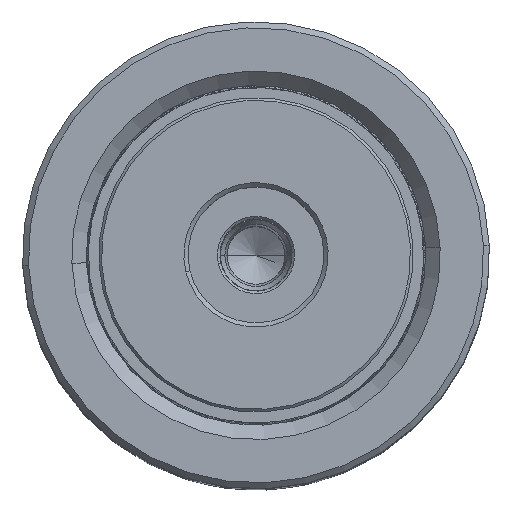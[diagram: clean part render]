
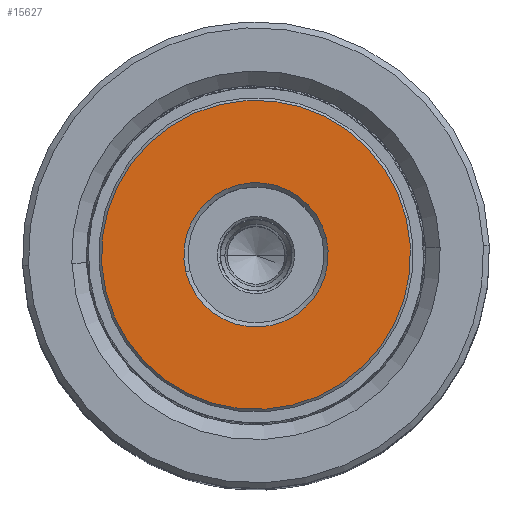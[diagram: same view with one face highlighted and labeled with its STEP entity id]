
A CAD part, top view. The second image highlights one B-rep face of the part: STEP entity #15627.
In plain terms, the highlighted face is planar.
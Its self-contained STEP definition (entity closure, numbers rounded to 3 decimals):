
#336 = ORIENTED_EDGE ( 'NONE', *, *, #50983, .T. ) ;
#2508 = CARTESIAN_POINT ( 'NONE',  ( 0., 0., 0. ) ) ;
#4055 = DIRECTION ( 'NONE',  ( 0., 0., -1. ) ) ;
#4202 = AXIS2_PLACEMENT_3D ( 'NONE', #40878, #4055, #32493 ) ;
#5987 = CARTESIAN_POINT ( 'NONE',  ( -18.2, 0., 0. ) ) ;
#6253 = ORIENTED_EDGE ( 'NONE', *, *, #33258, .T. ) ;
#8185 = VERTEX_POINT ( 'NONE', #17554 ) ;
#8941 = CIRCLE ( 'NONE', #43507, 8.5 ) ;
#13225 = DIRECTION ( 'NONE',  ( 1., 0., 0. ) ) ;
#13946 = DIRECTION ( 'NONE',  ( 1., 0., 0. ) ) ;
#14013 = DIRECTION ( 'NONE',  ( 0., 0., 1. ) ) ;
#14655 = CARTESIAN_POINT ( 'NONE',  ( 0., 0., 0. ) ) ;
#15220 = VERTEX_POINT ( 'NONE', #5987 ) ;
#15627 = ADVANCED_FACE ( 'NONE', ( #34365, #30629 ), #40217, .F. ) ;
#17554 = CARTESIAN_POINT ( 'NONE',  ( 18.2, 0., 0. ) ) ;
#20070 = EDGE_CURVE ( 'NONE', #15220, #8185, #59884, .T. ) ;
#22618 = DIRECTION ( 'NONE',  ( 0., 0., -1. ) ) ;
#23695 = DIRECTION ( 'NONE',  ( 0., 0., 1. ) ) ;
#24979 = EDGE_LOOP ( 'NONE', ( #6253, #51222 ) ) ;
#26712 = VERTEX_POINT ( 'NONE', #31821 ) ;
#30026 = DIRECTION ( 'NONE',  ( 0., 0., 1. ) ) ;
#30629 = FACE_BOUND ( 'NONE', #24979, .T. ) ;
#31821 = CARTESIAN_POINT ( 'NONE',  ( 8.5, 0., 0. ) ) ;
#32493 = DIRECTION ( 'NONE',  ( 1., 0., 0. ) ) ;
#33258 = EDGE_CURVE ( 'NONE', #34487, #26712, #8941, .T. ) ;
#33280 = AXIS2_PLACEMENT_3D ( 'NONE', #37104, #22618, #13946 ) ;
#34365 = FACE_OUTER_BOUND ( 'NONE', #43419, .T. ) ;
#34487 = VERTEX_POINT ( 'NONE', #36853 ) ;
#35304 = EDGE_CURVE ( 'NONE', #26712, #34487, #39606, .T. ) ;
#36853 = CARTESIAN_POINT ( 'NONE',  ( -8.5, 0., 0. ) ) ;
#37104 = CARTESIAN_POINT ( 'NONE',  ( 0., 0., 0. ) ) ;
#37757 = AXIS2_PLACEMENT_3D ( 'NONE', #2508, #30026, #48866 ) ;
#39606 = CIRCLE ( 'NONE', #56346, 8.5 ) ;
#40217 = PLANE ( 'NONE',  #37757 ) ;
#40878 = CARTESIAN_POINT ( 'NONE',  ( 0., 0., 0. ) ) ;
#42823 = ORIENTED_EDGE ( 'NONE', *, *, #20070, .T. ) ;
#43419 = EDGE_LOOP ( 'NONE', ( #336, #42823 ) ) ;
#43507 = AXIS2_PLACEMENT_3D ( 'NONE', #60137, #23695, #13225 ) ;
#47058 = DIRECTION ( 'NONE',  ( 1., 0., 0. ) ) ;
#48866 = DIRECTION ( 'NONE',  ( 1., 0., 0. ) ) ;
#50983 = EDGE_CURVE ( 'NONE', #8185, #15220, #57501, .T. ) ;
#51222 = ORIENTED_EDGE ( 'NONE', *, *, #35304, .T. ) ;
#56346 = AXIS2_PLACEMENT_3D ( 'NONE', #14655, #14013, #47058 ) ;
#57501 = CIRCLE ( 'NONE', #4202, 18.2 ) ;
#59884 = CIRCLE ( 'NONE', #33280, 18.2 ) ;
#60137 = CARTESIAN_POINT ( 'NONE',  ( 0., 0., 0. ) ) ;
